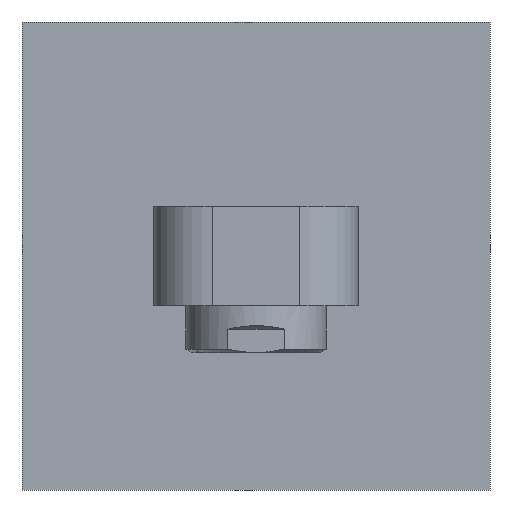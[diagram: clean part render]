
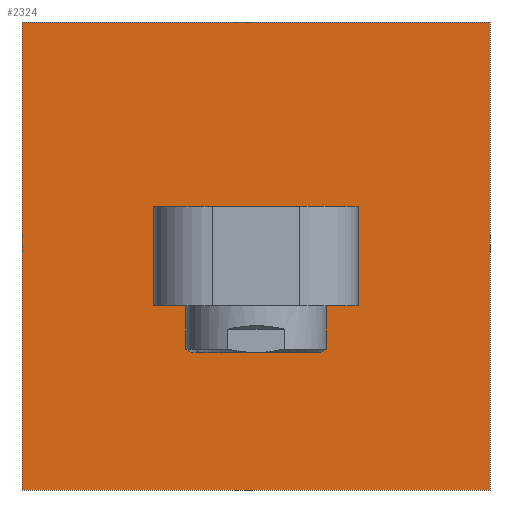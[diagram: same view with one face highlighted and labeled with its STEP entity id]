
A CAD part, left-side view. The second image highlights one B-rep face of the part: STEP entity #2324.
In plain terms, the highlighted planar face has unit normal (-1, 0, 0).
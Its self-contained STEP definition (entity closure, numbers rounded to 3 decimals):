
#2198=CARTESIAN_POINT('Vertex',(197.5,-40.,40.)) ;
#2203=CARTESIAN_POINT('Line Origine',(197.5,-40.,0.)) ;
#2207=CARTESIAN_POINT('Vertex',(197.5,-40.,-40.)) ;
#2234=CARTESIAN_POINT('Line Origine',(197.5,0.,-40.)) ;
#2238=CARTESIAN_POINT('Vertex',(197.5,40.,-40.)) ;
#2265=CARTESIAN_POINT('Line Origine',(197.5,40.,0.)) ;
#2269=CARTESIAN_POINT('Vertex',(197.5,40.,40.)) ;
#2296=CARTESIAN_POINT('Line Origine',(197.5,0.,40.)) ;
#2313=CARTESIAN_POINT('Axis2P3D Location',(197.5,0.,0.)) ;
#2205=VECTOR('Line Direction',#2204,1.) ;
#2236=VECTOR('Line Direction',#2235,1.) ;
#2267=VECTOR('Line Direction',#2266,1.) ;
#2298=VECTOR('Line Direction',#2297,1.) ;
#2204=DIRECTION('Vector Direction',(0.,0.,-1.)) ;
#2235=DIRECTION('Vector Direction',(0.,-1.,0.)) ;
#2266=DIRECTION('Vector Direction',(0.,0.,1.)) ;
#2297=DIRECTION('Vector Direction',(0.,1.,0.)) ;
#2314=DIRECTION('Axis2P3D Direction',(1.,0.,0.)) ;
#2315=DIRECTION('Axis2P3D XDirection',(0.,1.,0.)) ;
#2316=AXIS2_PLACEMENT_3D('Plane Axis2P3D',#2313,#2314,#2315) ;
#2206=LINE('Line',#2203,#2205) ;
#2237=LINE('Line',#2234,#2236) ;
#2268=LINE('Line',#2265,#2267) ;
#2299=LINE('Line',#2296,#2298) ;
#2317=PLANE('',#2316) ;
#2209=EDGE_CURVE('',#2199,#2208,#2206,.T.) ;
#2240=EDGE_CURVE('',#2208,#2239,#2237,.F.) ;
#2271=EDGE_CURVE('',#2239,#2270,#2268,.T.) ;
#2300=EDGE_CURVE('',#2270,#2199,#2299,.F.) ;
#2319=ORIENTED_EDGE('',*,*,#2300,.F.) ;
#2320=ORIENTED_EDGE('',*,*,#2271,.F.) ;
#2321=ORIENTED_EDGE('',*,*,#2240,.F.) ;
#2322=ORIENTED_EDGE('',*,*,#2209,.F.) ;
#2318=EDGE_LOOP('',(#2319,#2320,#2321,#2322)) ;
#2199=VERTEX_POINT('',#2198) ;
#2208=VERTEX_POINT('',#2207) ;
#2239=VERTEX_POINT('',#2238) ;
#2270=VERTEX_POINT('',#2269) ;
#2324=ADVANCED_FACE('PartBody',(#2323),#2317,.F.) ;
#2323=FACE_OUTER_BOUND('',#2318,.T.) ;
